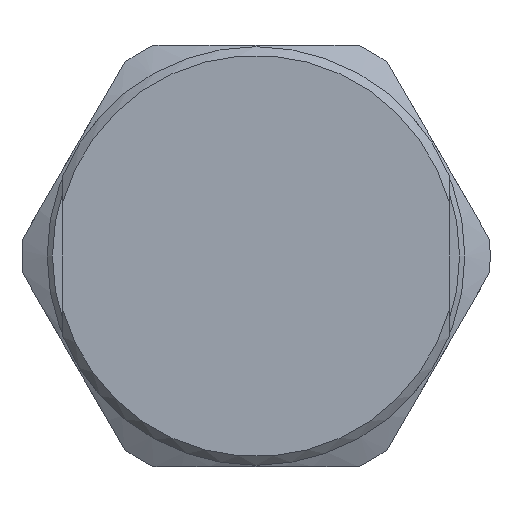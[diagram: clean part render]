
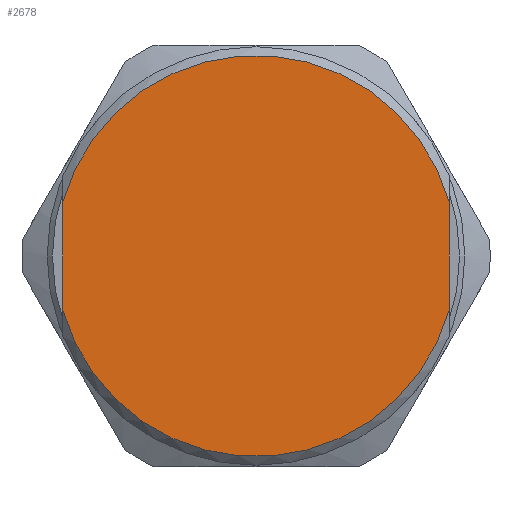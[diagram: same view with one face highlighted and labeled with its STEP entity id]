
A CAD part, left-side view. The second image highlights one B-rep face of the part: STEP entity #2678.
In plain terms, the highlighted planar face has unit normal (-1, 0, 0).
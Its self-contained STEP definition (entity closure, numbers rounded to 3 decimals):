
#215 = LINE ( 'NONE', #388, #1553 ) ;
#388 = CARTESIAN_POINT ( 'NONE',  ( -5., 11., 13.632 ) ) ;
#636 = ORIENTED_EDGE ( 'NONE', *, *, #671, .F. ) ;
#671 = EDGE_CURVE ( 'NONE', #4434, #4924, #215, .T. ) ;
#692 = CARTESIAN_POINT ( 'NONE',  ( -5., 11., 3.087 ) ) ;
#694 = VERTEX_POINT ( 'NONE', #3681 ) ;
#699 = CARTESIAN_POINT ( 'NONE',  ( -5., 0., 0. ) ) ;
#934 = DIRECTION ( 'NONE',  ( 0., 0., 1. ) ) ;
#1263 = DIRECTION ( 'NONE',  ( -1., 0., 0. ) ) ;
#1369 = FACE_OUTER_BOUND ( 'NONE', #4412, .T. ) ;
#1455 = ORIENTED_EDGE ( 'NONE', *, *, #1845, .T. ) ;
#1553 = VECTOR ( 'NONE', #934, 1000. ) ;
#1570 = CARTESIAN_POINT ( 'NONE',  ( -5., 0., 0. ) ) ;
#1845 = EDGE_CURVE ( 'NONE', #5842, #4924, #3160, .T. ) ;
#2130 = ORIENTED_EDGE ( 'NONE', *, *, #4516, .F. ) ;
#2415 = CARTESIAN_POINT ( 'NONE',  ( -5., -11., 8.53 ) ) ;
#2449 = AXIS2_PLACEMENT_3D ( 'NONE', #2693, #3261, #5860 ) ;
#2593 = AXIS2_PLACEMENT_3D ( 'NONE', #1570, #6903, #6974 ) ;
#2678 = ADVANCED_FACE ( 'NONE', ( #1369 ), #3376, .T. ) ;
#2693 = CARTESIAN_POINT ( 'NONE',  ( -5., 0., 0. ) ) ;
#2782 = AXIS2_PLACEMENT_3D ( 'NONE', #699, #1263, #4497 ) ;
#3160 = CIRCLE ( 'NONE', #2449, 11.425 ) ;
#3261 = DIRECTION ( 'NONE',  ( -1., 0., 0. ) ) ;
#3376 = PLANE ( 'NONE',  #2782 ) ;
#3681 = CARTESIAN_POINT ( 'NONE',  ( -5., -11., -3.087 ) ) ;
#3813 = VECTOR ( 'NONE', #4121, 1000. ) ;
#4121 = DIRECTION ( 'NONE',  ( 0., 0., -1. ) ) ;
#4177 = EDGE_CURVE ( 'NONE', #4434, #694, #5993, .T. ) ;
#4364 = CARTESIAN_POINT ( 'NONE',  ( -5., -11., 3.087 ) ) ;
#4412 = EDGE_LOOP ( 'NONE', ( #636, #4815, #2130, #1455 ) ) ;
#4434 = VERTEX_POINT ( 'NONE', #6597 ) ;
#4497 = DIRECTION ( 'NONE',  ( 0., -1., 0. ) ) ;
#4516 = EDGE_CURVE ( 'NONE', #5842, #694, #6669, .T. ) ;
#4815 = ORIENTED_EDGE ( 'NONE', *, *, #4177, .T. ) ;
#4924 = VERTEX_POINT ( 'NONE', #692 ) ;
#5842 = VERTEX_POINT ( 'NONE', #4364 ) ;
#5860 = DIRECTION ( 'NONE',  ( 0., -1., 0. ) ) ;
#5993 = CIRCLE ( 'NONE', #2593, 11.425 ) ;
#6597 = CARTESIAN_POINT ( 'NONE',  ( -5., 11., -3.087 ) ) ;
#6669 = LINE ( 'NONE', #2415, #3813 ) ;
#6903 = DIRECTION ( 'NONE',  ( -1., 0., 0. ) ) ;
#6974 = DIRECTION ( 'NONE',  ( 0., -1., 0. ) ) ;
